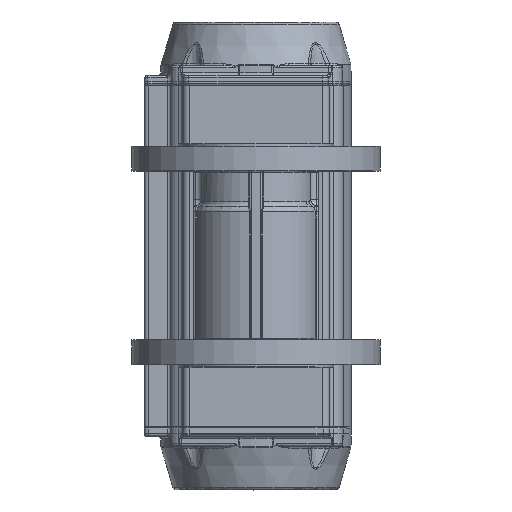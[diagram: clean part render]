
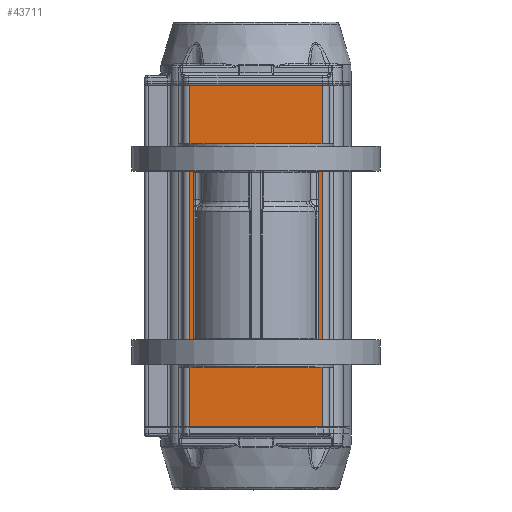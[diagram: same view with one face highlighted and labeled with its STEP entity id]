
A CAD part, top view. The second image highlights one B-rep face of the part: STEP entity #43711.
In plain terms, the highlighted face is planar.
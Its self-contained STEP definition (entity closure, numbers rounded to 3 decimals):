
#3880=LINE('',#65254,#6324);
#3881=LINE('',#65256,#6325);
#3882=LINE('',#65258,#6326);
#3883=LINE('',#65260,#6327);
#6324=VECTOR('',#52760,1000.);
#6325=VECTOR('',#52763,1000.);
#6326=VECTOR('',#52764,1000.);
#6327=VECTOR('',#52765,1000.);
#8333=PLANE('',#46906);
#11737=ORIENTED_EDGE('',*,*,#22844,.F.);
#11738=ORIENTED_EDGE('',*,*,#22843,.T.);
#11739=ORIENTED_EDGE('',*,*,#22845,.T.);
#11740=ORIENTED_EDGE('',*,*,#22846,.F.);
#11741=ORIENTED_EDGE('',*,*,#22847,.T.);
#11742=ORIENTED_EDGE('',*,*,#22848,.T.);
#11743=ORIENTED_EDGE('',*,*,#22849,.T.);
#11744=ORIENTED_EDGE('',*,*,#22850,.T.);
#11745=ORIENTED_EDGE('',*,*,#22851,.T.);
#11746=ORIENTED_EDGE('',*,*,#22852,.T.);
#11747=ORIENTED_EDGE('',*,*,#22853,.T.);
#11748=ORIENTED_EDGE('',*,*,#22854,.T.);
#11749=ORIENTED_EDGE('',*,*,#22855,.T.);
#22843=EDGE_CURVE('',#28595,#28596,#3880,.T.);
#22844=EDGE_CURVE('',#28595,#28597,#3881,.T.);
#22845=EDGE_CURVE('',#28596,#28598,#3882,.T.);
#22846=EDGE_CURVE('',#28597,#28598,#3883,.T.);
#22847=EDGE_CURVE('',#28599,#28599,#32190,.T.);
#22848=EDGE_CURVE('',#28600,#28600,#32191,.T.);
#22849=EDGE_CURVE('',#28601,#28601,#32192,.T.);
#22850=EDGE_CURVE('',#28602,#28602,#32193,.T.);
#22851=EDGE_CURVE('',#28603,#28603,#32194,.T.);
#22852=EDGE_CURVE('',#28604,#28604,#32195,.T.);
#22853=EDGE_CURVE('',#28605,#28605,#32196,.T.);
#22854=EDGE_CURVE('',#28606,#28606,#32197,.T.);
#22855=EDGE_CURVE('',#28607,#28607,#32198,.T.);
#28595=VERTEX_POINT('',#65251);
#28596=VERTEX_POINT('',#65253);
#28597=VERTEX_POINT('',#65257);
#28598=VERTEX_POINT('',#65259);
#28599=VERTEX_POINT('',#65262);
#28600=VERTEX_POINT('',#65264);
#28601=VERTEX_POINT('',#65266);
#28602=VERTEX_POINT('',#65268);
#28603=VERTEX_POINT('',#65270);
#28604=VERTEX_POINT('',#65272);
#28605=VERTEX_POINT('',#65274);
#28606=VERTEX_POINT('',#65276);
#28607=VERTEX_POINT('',#65278);
#32190=CIRCLE('',#46907,4.188);
#32191=CIRCLE('',#46908,4.188);
#32192=CIRCLE('',#46909,4.188);
#32193=CIRCLE('',#46910,4.188);
#32194=CIRCLE('',#46911,5.053);
#32195=CIRCLE('',#46912,5.053);
#32196=CIRCLE('',#46913,5.053);
#32197=CIRCLE('',#46914,5.053);
#32198=CIRCLE('',#46915,32.481);
#34361=EDGE_LOOP('',(#11737,#11738,#11739,#11740));
#34362=EDGE_LOOP('',(#11741));
#34363=EDGE_LOOP('',(#11742));
#34364=EDGE_LOOP('',(#11743));
#34365=EDGE_LOOP('',(#11744));
#34366=EDGE_LOOP('',(#11745));
#34367=EDGE_LOOP('',(#11746));
#34368=EDGE_LOOP('',(#11747));
#34369=EDGE_LOOP('',(#11748));
#34370=EDGE_LOOP('',(#11749));
#37518=FACE_BOUND('',#34361,.T.);
#37519=FACE_BOUND('',#34362,.T.);
#37520=FACE_BOUND('',#34363,.T.);
#37521=FACE_BOUND('',#34364,.T.);
#37522=FACE_BOUND('',#34365,.T.);
#37523=FACE_BOUND('',#34366,.T.);
#37524=FACE_BOUND('',#34367,.T.);
#37525=FACE_BOUND('',#34368,.T.);
#37526=FACE_BOUND('',#34369,.T.);
#37527=FACE_BOUND('',#34370,.T.);
#43711=ADVANCED_FACE('',(#37518,#37519,#37520,#37521,#37522,#37523,#37524,
#37525,#37526,#37527),#8333,.T.);
#46906=AXIS2_PLACEMENT_3D('',#65255,#52761,#52762);
#46907=AXIS2_PLACEMENT_3D('',#65261,#52766,#52767);
#46908=AXIS2_PLACEMENT_3D('',#65263,#52768,#52769);
#46909=AXIS2_PLACEMENT_3D('',#65265,#52770,#52771);
#46910=AXIS2_PLACEMENT_3D('',#65267,#52772,#52773);
#46911=AXIS2_PLACEMENT_3D('',#65269,#52774,#52775);
#46912=AXIS2_PLACEMENT_3D('',#65271,#52776,#52777);
#46913=AXIS2_PLACEMENT_3D('',#65273,#52778,#52779);
#46914=AXIS2_PLACEMENT_3D('',#65275,#52780,#52781);
#46915=AXIS2_PLACEMENT_3D('',#65277,#52782,#52783);
#52760=DIRECTION('',(0.,0.,-1.));
#52761=DIRECTION('',(0.,-1.,0.));
#52762=DIRECTION('',(0.,0.,-1.));
#52763=DIRECTION('',(1.,0.,0.));
#52764=DIRECTION('',(1.,0.,0.));
#52765=DIRECTION('',(0.,0.,-1.));
#52766=DIRECTION('',(0.,1.,0.));
#52767=DIRECTION('',(0.,0.,-1.));
#52768=DIRECTION('',(0.,1.,0.));
#52769=DIRECTION('',(0.,0.,-1.));
#52770=DIRECTION('',(0.,1.,0.));
#52771=DIRECTION('',(0.,0.,-1.));
#52772=DIRECTION('',(0.,1.,0.));
#52773=DIRECTION('',(0.,0.,-1.));
#52774=DIRECTION('',(0.,1.,0.));
#52775=DIRECTION('',(0.,0.,-1.));
#52776=DIRECTION('',(0.,1.,0.));
#52777=DIRECTION('',(0.,0.,-1.));
#52778=DIRECTION('',(0.,1.,0.));
#52779=DIRECTION('',(0.,0.,-1.));
#52780=DIRECTION('',(0.,1.,0.));
#52781=DIRECTION('',(0.,0.,-1.));
#52782=DIRECTION('',(0.,1.,0.));
#52783=DIRECTION('',(0.,0.,-1.));
#65251=CARTESIAN_POINT('',(-54.,-89.,275.));
#65253=CARTESIAN_POINT('',(-54.,-89.,0.));
#65254=CARTESIAN_POINT('',(-54.,-89.,0.));
#65255=CARTESIAN_POINT('',(-54.,-89.,0.));
#65256=CARTESIAN_POINT('',(8.781,-89.,275.));
#65257=CARTESIAN_POINT('',(54.,-89.,275.));
#65258=CARTESIAN_POINT('',(8.781,-89.,0.));
#65259=CARTESIAN_POINT('',(54.,-89.,0.));
#65260=CARTESIAN_POINT('',(54.,-89.,0.));
#65261=CARTESIAN_POINT('',(36.062,-89.,173.562));
#65262=CARTESIAN_POINT('',(36.062,-89.,169.374));
#65263=CARTESIAN_POINT('',(-36.062,-89.,173.562));
#65264=CARTESIAN_POINT('',(-36.062,-89.,169.374));
#65265=CARTESIAN_POINT('',(-36.062,-89.,101.438));
#65266=CARTESIAN_POINT('',(-36.062,-89.,97.25));
#65267=CARTESIAN_POINT('',(36.062,-89.,101.438));
#65268=CARTESIAN_POINT('',(36.062,-89.,97.25));
#65269=CARTESIAN_POINT('',(-44.194,-89.,181.694));
#65270=CARTESIAN_POINT('',(-44.194,-89.,176.641));
#65271=CARTESIAN_POINT('',(-44.194,-89.,93.306));
#65272=CARTESIAN_POINT('',(-44.194,-89.,88.253));
#65273=CARTESIAN_POINT('',(44.194,-89.,93.306));
#65274=CARTESIAN_POINT('',(44.194,-89.,88.253));
#65275=CARTESIAN_POINT('',(44.194,-89.,181.694));
#65276=CARTESIAN_POINT('',(44.194,-89.,176.641));
#65277=CARTESIAN_POINT('',(0.,-89.,137.5));
#65278=CARTESIAN_POINT('',(0.,-89.,105.019));
